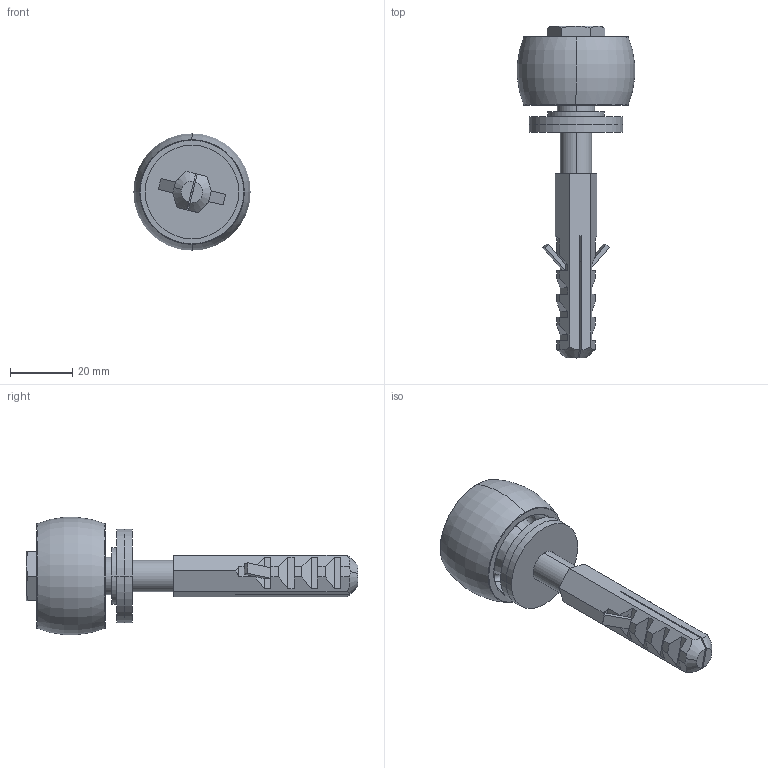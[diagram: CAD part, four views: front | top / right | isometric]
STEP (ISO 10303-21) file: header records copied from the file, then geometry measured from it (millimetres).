
FILE_DESCRIPTION (( 'STEP AP203' ), '1' );
FILE_NAME ('1.38.X08.STEP', '2019-06-04T10:34:50', ( '' ), ( '' ), 'SwSTEP 2.0', 'SolidWorks 2018', '' );
FILE_SCHEMA (( 'CONFIG_CONTROL_DESIGN' ));
Length unit declared in the file: millimetre
Products named in the file (1): 1.38.X08
Bounding box: 37.63 x 106.54 x 37.63 mm (x, y, z)
Volume: 32874.4 mm3; surface area: 18452 mm2
Topology: 7 solids, 7 shells, 157 faces, 373 edges, 232 vertices
Faces by surface type: plane 90, cylinder 24, torus 22, cone 21
Entity records: 4736 total; most frequent: CARTESIAN_POINT 978, DIRECTION 785, ORIENTED_EDGE 746, EDGE_CURVE 373, AXIS2_PLACEMENT_3D 285, VERTEX_POINT 232, LINE 215, VECTOR 215
